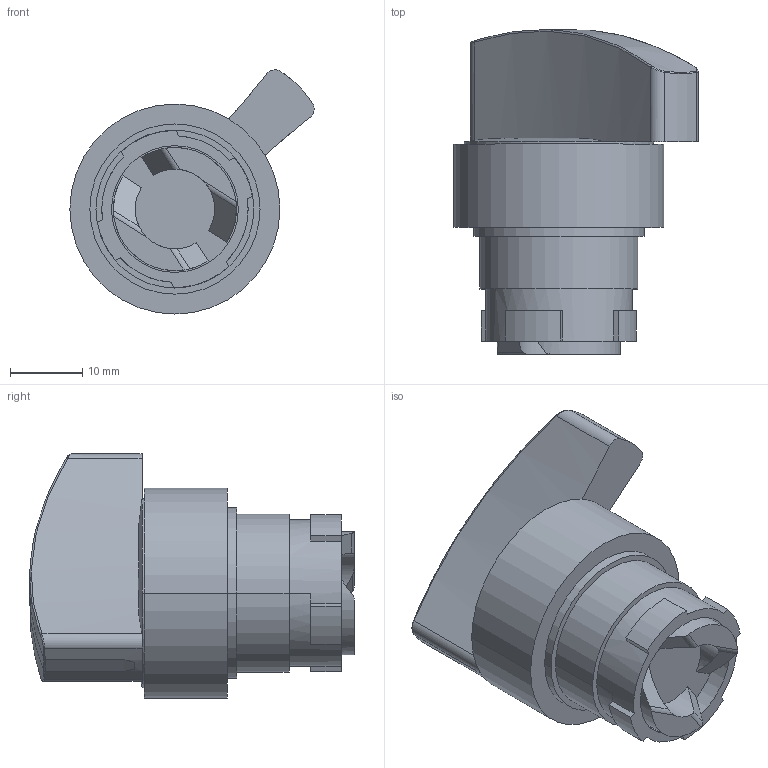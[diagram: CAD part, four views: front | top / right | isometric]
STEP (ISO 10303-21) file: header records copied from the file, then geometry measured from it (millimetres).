
FILE_DESCRIPTION((''),'2;1');
FILE_NAME('1','2024-06-25T',('Administrator'),('zyb.com'),'PRO/ENGINEER BY PARAMETRIC TECHNOLOGY CORPORATION, 2010280','PRO/ENGINEER BY PARAMETRIC TECHNOLOGY CORPORATION, 2010280','');
FILE_SCHEMA(('CONFIG_CONTROL_DESIGN','SHAPE_APPEARANCE_LAYERS_GROUPS'));
Length unit declared in the file: millimetre
Products named in the file (1): 1
Bounding box: 33.71 x 44.8 x 33.71 mm (x, y, z)
Volume: 17134.6 mm3; surface area: 5327.6 mm2
Topology: 1 solids, 2 shells, 84 faces, 210 edges, 135 vertices
Faces by surface type: cylinder 36, plane 32, bspline 16
Entity records: 3248 total; most frequent: CARTESIAN_POINT 1244, ORIENTED_EDGE 416, DIRECTION 370, EDGE_CURVE 208, AXIS2_PLACEMENT_3D 148, VERTEX_POINT 135, EDGE_LOOP 91, FACE_OUTER_BOUND 84
